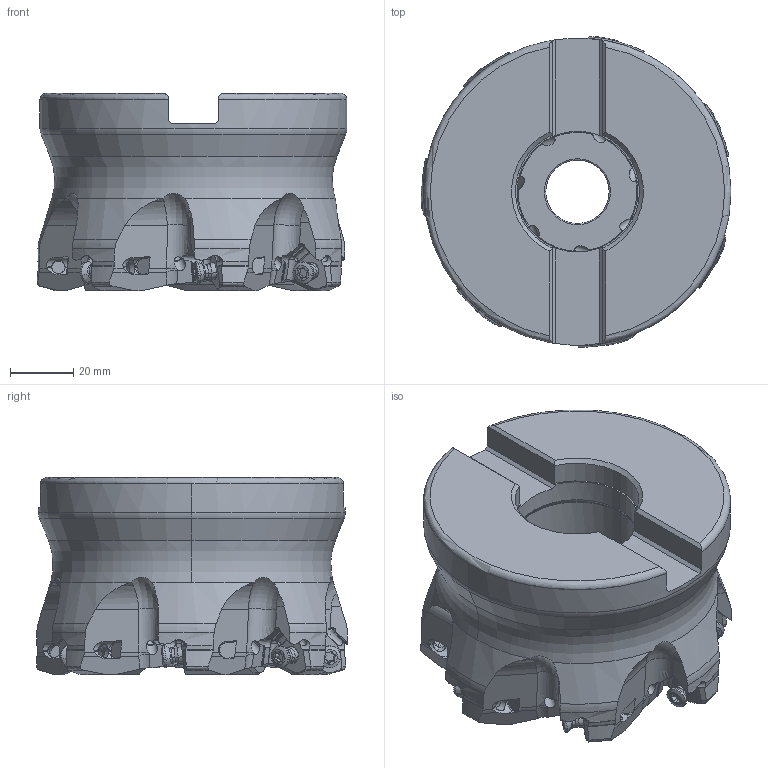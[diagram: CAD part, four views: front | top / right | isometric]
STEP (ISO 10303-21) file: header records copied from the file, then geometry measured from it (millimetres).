
FILE_DESCRIPTION(/* description */ (''),/* implementation_level */ '2;1');
FILE_NAME(/* name */ 'WJX14UR4_0007EA.stp',/* time_stamp */ '2019-02-12T19:00:04+09:00',/* author */ (''),/* organization */ (''),/* preprocessor_version */ 'ST-DEVELOPER v16',/* originating_system */ 'SIEMENS PLM Software NX 10.0',/* authorisation */ '');
FILE_SCHEMA (('AUTOMOTIVE_DESIGN { 1 0 10303 214 3 1 1 1 }'));
Products named in the file (1): WJX14UR4_0007EA_ASM
Bounding box: 97.76 x 98.04 x 62.2 mm (x, y, z)
Volume: 318345.5 mm3; surface area: 44823 mm2
Topology: 8 solids, 8 shells, 1030 faces, 2922 edges, 1862 vertices
Faces by surface type: cylinder 362, plane 308, torus 98, bspline 98, cone 87, sphere 77
Entity records: 48976 total; most frequent: CARTESIAN_POINT 23861, ORIENTED_EDGE 5744, DIRECTION 4619, EDGE_CURVE 2872, AXIS2_PLACEMENT_3D 1854, VERTEX_POINT 1852, B_SPLINE_CURVE_WITH_KNOTS 1075, EDGE_LOOP 1054
